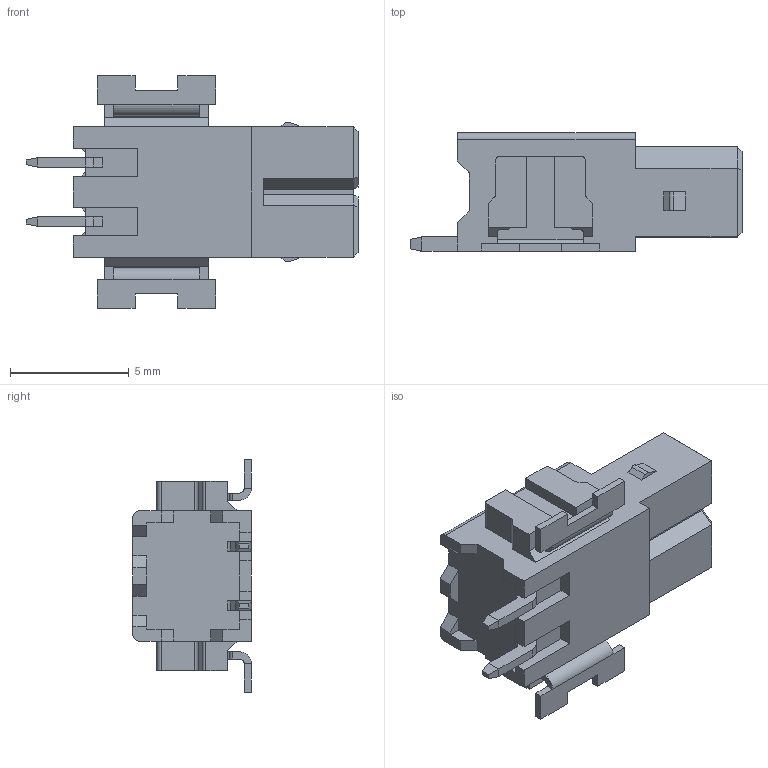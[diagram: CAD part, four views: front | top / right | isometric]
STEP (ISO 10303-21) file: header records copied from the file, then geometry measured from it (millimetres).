
FILE_DESCRIPTION(('SolidDesigner STEP Export'),'2;1');
FILE_NAME('ptsm_0.5-2-hhi0_2.5-smd.stp','2013-06-07T10:05:38',(''),(''),'Creo Elements/Direct Modeling STEP processor for AP214 (Solid Model)','Creo Elements/Direct Modeling 18.1B 29-Sep-2012 (C) Parametric Technology GmbH','');
FILE_SCHEMA(('AUTOMOTIVE_DESIGN { 1 0 10303 214 1 1 1 1 }'));
Length unit declared in the file: millimetre
Products named in the file (2): ptsm_0.5-2-hhi0_2.5-smd
Assembly tree (1 placements, depth 2):
  ptsm_0.5-2-hhi0_2.5-smd
    ptsm_0.5-2-hhi0_2.5-smd
Bounding box: 14 x 5 x 9.8 mm (x, y, z)
Volume: 308.4 mm3; surface area: 399.1 mm2
Topology: 1 solids, 1 shells, 260 faces, 680 edges, 430 vertices
Faces by surface type: plane 194, cylinder 50, cone 16
Entity records: 9901 total; most frequent: ORIENTED_EDGE 1360, CARTESIAN_POINT 1358, DIRECTION 1298, EDGE_CURVE 680, VECTOR 558, LINE 558, VERTEX_POINT 430, AXIS2_PLACEMENT_3D 370
